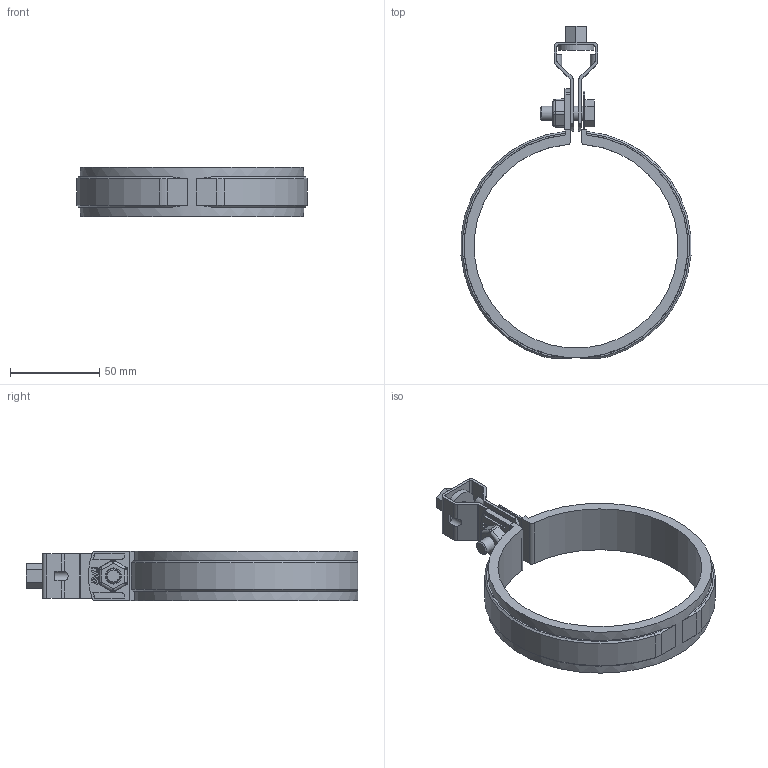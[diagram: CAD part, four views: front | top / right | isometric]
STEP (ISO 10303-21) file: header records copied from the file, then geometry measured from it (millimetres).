
FILE_DESCRIPTION( ( 'STEP AP203' ), '1' );
FILE_NAME( '100SU.step', '2022-06-30T08:41:05', ( ' ' ), ( ' ' ), 'XStep 1.0', ' ', ' ' );
FILE_SCHEMA( ( 'CONFIG_CONTROL_DESIGN' ) );
Length unit declared in the file: millimetre
Products named in the file (7): 1; 2; 3; 4; 5; 6; 7
Bounding box: 128.92 x 186.05 x 28 mm (x, y, z)
Volume: 76612.1 mm3; surface area: 80339.6 mm2
Topology: 7 solids, 7 shells, 327 faces, 917 edges, 602 vertices
Faces by surface type: plane 185, cylinder 91, cone 23, bspline 18, offset 6, extrusion 4
Full cylindrical faces by diameter (mm): 6.647 x1, 8 x1, 8.5 x1, 9 x3, 10.5 x2, 15 x1, 20 x1
Entity records: 13472 total; most frequent: CARTESIAN_POINT 4840, ORIENTED_EDGE 1798, DIRECTION 1620, EDGE_CURVE 899, VERTEX_POINT 597, VECTOR 566, LINE 562, AXIS2_PLACEMENT_3D 527
